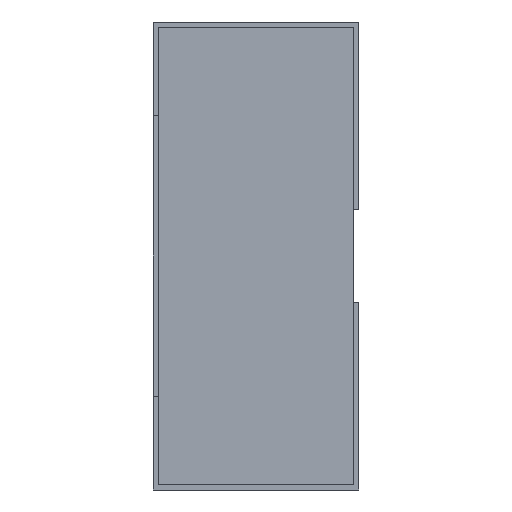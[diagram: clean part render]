
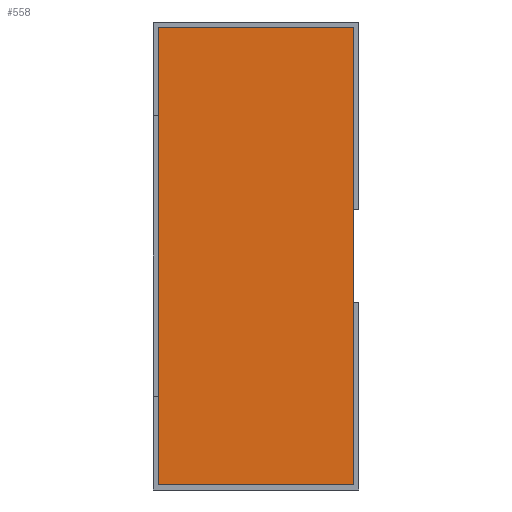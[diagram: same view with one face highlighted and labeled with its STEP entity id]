
A CAD part, left-side view. The second image highlights one B-rep face of the part: STEP entity #558.
In plain terms, the highlighted planar face has unit normal (-1, 0, 0).
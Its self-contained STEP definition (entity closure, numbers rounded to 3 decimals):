
#18=FACE_OUTER_BOUND('',#50,.T.);
#50=EDGE_LOOP('',(#349,#350,#351,#352));
#84=LINE('',#794,#156);
#85=LINE('',#797,#157);
#86=LINE('',#799,#158);
#87=LINE('',#800,#159);
#156=VECTOR('',#654,10.);
#157=VECTOR('',#657,10.);
#158=VECTOR('',#658,10.);
#159=VECTOR('',#659,10.);
#225=VERTEX_POINT('',#787);
#228=VERTEX_POINT('',#792);
#229=VERTEX_POINT('',#796);
#230=VERTEX_POINT('',#798);
#276=EDGE_CURVE('',#225,#228,#84,.T.);
#277=EDGE_CURVE('',#229,#225,#85,.T.);
#278=EDGE_CURVE('',#230,#228,#86,.T.);
#279=EDGE_CURVE('',#229,#230,#87,.T.);
#349=ORIENTED_EDGE('',*,*,#277,.T.);
#350=ORIENTED_EDGE('',*,*,#276,.T.);
#351=ORIENTED_EDGE('',*,*,#278,.F.);
#352=ORIENTED_EDGE('',*,*,#279,.F.);
#490=PLANE('',#616);
#558=ADVANCED_FACE('',(#18),#490,.T.);
#616=AXIS2_PLACEMENT_3D('',#795,#655,#656);
#654=DIRECTION('',(0.,1.,0.));
#655=DIRECTION('center_axis',(-1.,0.,0.));
#656=DIRECTION('ref_axis',(0.,0.,1.));
#657=DIRECTION('',(0.,0.,1.));
#658=DIRECTION('',(0.,0.,1.));
#659=DIRECTION('',(0.,1.,0.));
#787=CARTESIAN_POINT('',(0.,0.,0.));
#792=CARTESIAN_POINT('',(0.,0.522,0.));
#794=CARTESIAN_POINT('',(0.,0.,0.));
#795=CARTESIAN_POINT('Origin',(0.,0.,-1.222));
#796=CARTESIAN_POINT('',(0.,0.,-1.222));
#797=CARTESIAN_POINT('',(0.,0.,-1.222));
#798=CARTESIAN_POINT('',(0.,0.522,-1.222));
#799=CARTESIAN_POINT('',(0.,0.522,-1.222));
#800=CARTESIAN_POINT('',(0.,0.,-1.222));
